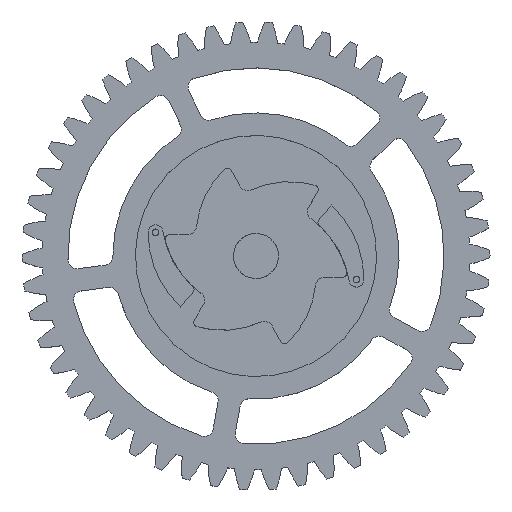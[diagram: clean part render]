
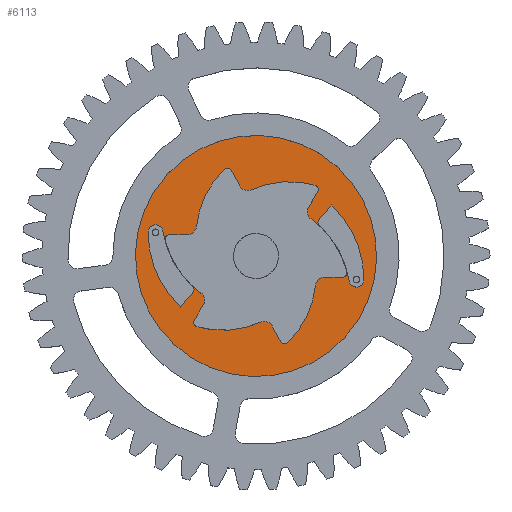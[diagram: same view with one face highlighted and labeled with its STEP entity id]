
A CAD part, top view. The second image highlights one B-rep face of the part: STEP entity #6113.
In plain terms, the highlighted planar face has unit normal (0, 0, 1).
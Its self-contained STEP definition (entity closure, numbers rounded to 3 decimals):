
#308=CARTESIAN_POINT('',(-7.448,-21.417,5.0));
#309=VERTEX_POINT('',#308);
#310=CARTESIAN_POINT('',(-8.198,-21.417,5.0));
#311=DIRECTION('',(0.0,0.0,-1.0));
#312=DIRECTION('',(-1.0,0.0,0.0));
#313=AXIS2_PLACEMENT_3D('',#310,#311,#312);
#314=CIRCLE('',#313,0.75);
#315=EDGE_CURVE('',#309,#309,#314,.T.);
#345=CARTESIAN_POINT('',(8.948,21.417,5.0));
#346=VERTEX_POINT('',#345);
#347=CARTESIAN_POINT('',(8.198,21.417,5.0));
#348=DIRECTION('',(0.0,0.0,-1.0));
#349=DIRECTION('',(-1.0,0.0,0.0));
#350=AXIS2_PLACEMENT_3D('',#347,#348,#349);
#351=CIRCLE('',#350,0.75);
#352=EDGE_CURVE('',#346,#346,#351,.T.);
#1671=CARTESIAN_POINT('',(26.797,0.,5.0));
#1672=VERTEX_POINT('',#1671);
#1673=CARTESIAN_POINT('',(0.0,0.0,5.0));
#1674=DIRECTION('',(0.0,0.0,1.0));
#1675=DIRECTION('',(-1.0,0.0,0.0));
#1676=AXIS2_PLACEMENT_3D('',#1673,#1674,#1675);
#1677=CIRCLE('',#1676,26.797);
#1678=EDGE_CURVE('',#1672,#1672,#1677,.T.);
#6088=CARTESIAN_POINT('',(0.0,0.0,5.0));
#6089=DIRECTION('',(0.0,0.0,-1.0));
#6090=DIRECTION('',(-1.0,0.0,0.0));
#6091=AXIS2_PLACEMENT_3D('',#6088,#6089,#6090);
#6092=PLANE('',#6091);
#6093=ORIENTED_EDGE('',*,*,#1678,.T.);
#6094=EDGE_LOOP('',(#6093));
#6095=FACE_OUTER_BOUND('',#6094,.T.);
#6096=ORIENTED_EDGE('',*,*,#315,.T.);
#6097=EDGE_LOOP('',(#6096));
#6098=FACE_BOUND('',#6097,.T.);
#6099=ORIENTED_EDGE('',*,*,#352,.T.);
#6100=EDGE_LOOP('',(#6099));
#6101=FACE_BOUND('',#6100,.T.);
#6102=CARTESIAN_POINT('',(5.0,0.,5.0));
#6103=VERTEX_POINT('',#6102);
#6104=CARTESIAN_POINT('',(0.0,0.0,5.0));
#6105=DIRECTION('',(0.0,0.0,1.0));
#6106=DIRECTION('',(-1.0,0.0,0.0));
#6107=AXIS2_PLACEMENT_3D('',#6104,#6105,#6106);
#6108=CIRCLE('',#6107,5.0);
#6109=EDGE_CURVE('',#6103,#6103,#6108,.T.);
#6110=ORIENTED_EDGE('',*,*,#6109,.F.);
#6111=EDGE_LOOP('',(#6110));
#6112=FACE_BOUND('',#6111,.T.);
#6113=ADVANCED_FACE('',(#6095,#6098,#6101,#6112),#6092,.F.);
